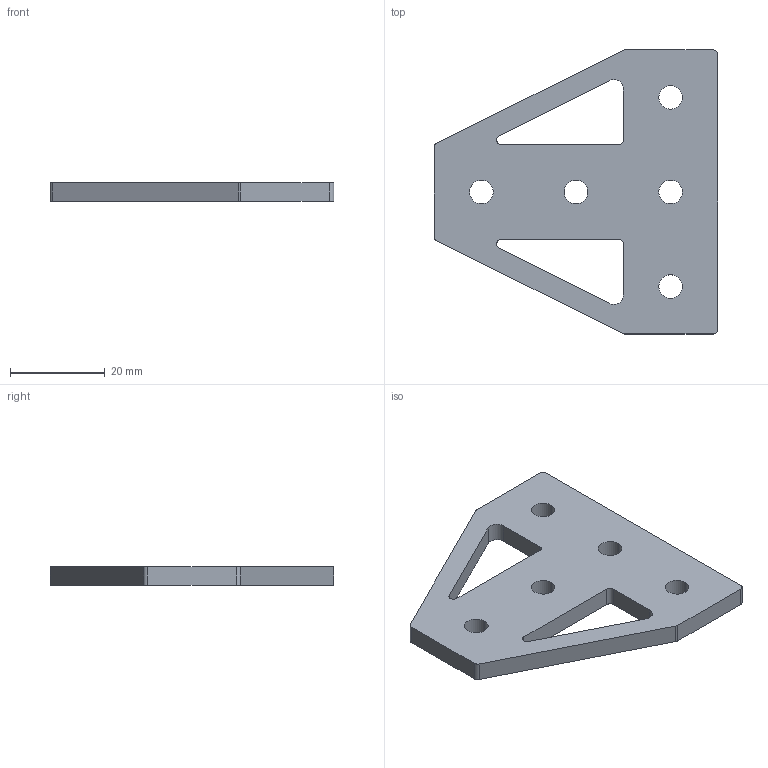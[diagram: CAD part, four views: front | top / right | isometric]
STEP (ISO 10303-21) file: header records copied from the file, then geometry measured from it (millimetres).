
FILE_DESCRIPTION (( 'STEP AP214' ), '1' );
FILE_NAME ('C-Bot T Bracket.STEP', '2015-11-09T15:26:05', ( '' ), ( '' ), 'SwSTEP 2.0', 'SolidWorks 2014', '' );
FILE_SCHEMA (( 'AUTOMOTIVE_DESIGN' ));
Length unit declared in the file: centimetre
Products named in the file (1): C-Bot T Bracket
Bounding box: 60 x 60 x 4 mm (x, y, z)
Volume: 9049.2 mm3; surface area: 6231.3 mm2
Topology: 1 solids, 1 shells, 36 faces, 102 edges, 68 vertices
Faces by surface type: cylinder 22, plane 14
Entity records: 1252 total; most frequent: DIRECTION 220, CARTESIAN_POINT 207, ORIENTED_EDGE 204, EDGE_CURVE 102, AXIS2_PLACEMENT_3D 81, VERTEX_POINT 68, LINE 58, VECTOR 58
